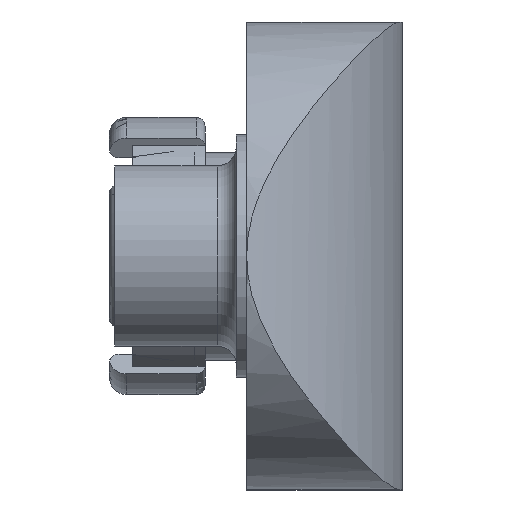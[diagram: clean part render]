
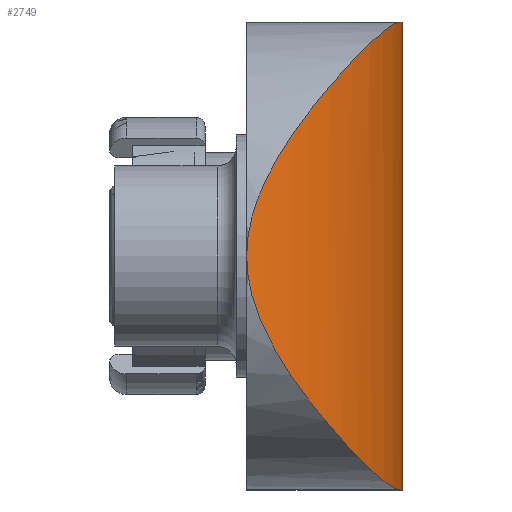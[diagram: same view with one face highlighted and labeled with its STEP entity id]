
A CAD part, left-side view. The second image highlights one B-rep face of the part: STEP entity #2749.
In plain terms, the highlighted cylindrical face has radius 9.45 mm (diameter 18.901 mm), a partial arc.
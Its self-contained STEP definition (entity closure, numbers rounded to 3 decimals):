
#6 = CARTESIAN_POINT ( 'NONE',  ( -13.136, 4.397, 0.961 ) ) ;
#46 = FACE_OUTER_BOUND ( 'NONE', #2976, .T. ) ;
#66 = EDGE_CURVE ( 'NONE', #715, #578, #3257, .T. ) ;
#114 = CARTESIAN_POINT ( 'NONE',  ( -5.15, 9.45, 6.75 ) ) ;
#130 = AXIS2_PLACEMENT_3D ( 'NONE', #236, #3164, #1999 ) ;
#236 = CARTESIAN_POINT ( 'NONE',  ( -5.15, 9.45, -6.75 ) ) ;
#276 = ORIENTED_EDGE ( 'NONE', *, *, #3574, .F. ) ;
#286 = CARTESIAN_POINT ( 'NONE',  ( -11.534, 2.48, 4.445 ) ) ;
#302 = CARTESIAN_POINT ( 'NONE',  ( -9.556, 1.078, 6.009 ) ) ;
#308 = ORIENTED_EDGE ( 'NONE', *, *, #1880, .T. ) ;
#411 = AXIS2_PLACEMENT_3D ( 'NONE', #1557, #3635, #3068 ) ;
#474 = CARTESIAN_POINT ( 'NONE',  ( -11.541, 2.478, -4.452 ) ) ;
#532 = CIRCLE ( 'NONE', #636, 9.45 ) ;
#578 = VERTEX_POINT ( 'NONE', #3313 ) ;
#581 = CARTESIAN_POINT ( 'NONE',  ( -10.641, 1.747, 5.309 ) ) ;
#593 = CARTESIAN_POINT ( 'NONE',  ( -13.2, 4.5, 0.24 ) ) ;
#602 = VERTEX_POINT ( 'NONE', #961 ) ;
#636 = AXIS2_PLACEMENT_3D ( 'NONE', #114, #3030, #1278 ) ;
#715 = VERTEX_POINT ( 'NONE', #2227 ) ;
#735 = CARTESIAN_POINT ( 'NONE',  ( -8.744, 0.699, -6.364 ) ) ;
#773 = CARTESIAN_POINT ( 'NONE',  ( -11.803, 2.73, -4.133 ) ) ;
#815 = CYLINDRICAL_SURFACE ( 'NONE', #411, 9.45 ) ;
#838 = CARTESIAN_POINT ( 'NONE',  ( -12.472, 3.47, -3.078 ) ) ;
#850 = CARTESIAN_POINT ( 'NONE',  ( -8.305, 0.539, 6.494 ) ) ;
#892 = CARTESIAN_POINT ( 'NONE',  ( -12.813, 3.913, 2.292 ) ) ;
#961 = CARTESIAN_POINT ( 'NONE',  ( -5.15, 0., -6.75 ) ) ;
#1041 = CARTESIAN_POINT ( 'NONE',  ( -9.557, 1.078, -6.009 ) ) ;
#1062 = ORIENTED_EDGE ( 'NONE', *, *, #66, .F. ) ;
#1090 = CARTESIAN_POINT ( 'NONE',  ( -13.2, 4.5, 0. ) ) ;
#1166 = CARTESIAN_POINT ( 'NONE',  ( -12.271, 3.228, 3.442 ) ) ;
#1180 = CARTESIAN_POINT ( 'NONE',  ( -8.949, 0.794, 6.274 ) ) ;
#1278 = DIRECTION ( 'NONE',  ( -1., 0., 0. ) ) ;
#1384 = CARTESIAN_POINT ( 'NONE',  ( -6.45, 0.09, 6.75 ) ) ;
#1402 = CARTESIAN_POINT ( 'NONE',  ( -12.728, 3.802, -2.489 ) ) ;
#1443 = CARTESIAN_POINT ( 'NONE',  ( -13.098, 4.337, 1.192 ) ) ;
#1454 = CARTESIAN_POINT ( 'NONE',  ( -6.934, 0.157, 6.75 ) ) ;
#1470 = CARTESIAN_POINT ( 'NONE',  ( -5.15, 0., 6.75 ) ) ;
#1557 = CARTESIAN_POINT ( 'NONE',  ( -5.15, 9.45, -7.25 ) ) ;
#1753 = CARTESIAN_POINT ( 'NONE',  ( -8.081, 0.463, 6.554 ) ) ;
#1783 = CARTESIAN_POINT ( 'NONE',  ( -10.96, 1.987, 5.039 ) ) ;
#1880 = EDGE_CURVE ( 'NONE', #715, #602, #2022, .T. ) ;
#1951 = CARTESIAN_POINT ( 'NONE',  ( -13.001, 4.19, -1.642 ) ) ;
#1962 = CARTESIAN_POINT ( 'NONE',  ( -13.136, 4.397, -0.96 ) ) ;
#1999 = DIRECTION ( 'NONE',  ( -1., 0., 0. ) ) ;
#2017 = CARTESIAN_POINT ( 'NONE',  ( -7.401, 0.26, 6.699 ) ) ;
#2022 = CIRCLE ( 'NONE', #130, 9.45 ) ;
#2034 = CARTESIAN_POINT ( 'NONE',  ( -12.473, 3.47, 3.078 ) ) ;
#2048 = CARTESIAN_POINT ( 'NONE',  ( -9.935, 1.29, 5.797 ) ) ;
#2220 = CARTESIAN_POINT ( 'NONE',  ( -10.961, 1.988, -5.039 ) ) ;
#2221 = VECTOR ( 'NONE', #3453, 1000. ) ;
#2227 = CARTESIAN_POINT ( 'NONE',  ( -6.45, 0.09, -6.75 ) ) ;
#2253 = CARTESIAN_POINT ( 'NONE',  ( -13.2, 4.5, -0.24 ) ) ;
#2263 = ORIENTED_EDGE ( 'NONE', *, *, #2981, .F. ) ;
#2297 = CARTESIAN_POINT ( 'NONE',  ( -13.187, 4.479, -0.481 ) ) ;
#2332 = CARTESIAN_POINT ( 'NONE',  ( -11.396, 2.356, 4.598 ) ) ;
#2481 = CARTESIAN_POINT ( 'NONE',  ( -6.934, 0.157, -6.75 ) ) ;
#2521 = CARTESIAN_POINT ( 'NONE',  ( -7.401, 0.26, -6.699 ) ) ;
#2603 = CARTESIAN_POINT ( 'NONE',  ( -12.805, 3.907, -2.286 ) ) ;
#2639 = CARTESIAN_POINT ( 'NONE',  ( -12.953, 4.117, 1.866 ) ) ;
#2649 = CARTESIAN_POINT ( 'NONE',  ( -11.797, 2.73, 4.125 ) ) ;
#2660 = B_SPLINE_CURVE_WITH_KNOTS ( 'NONE', 3,
 ( #3494, #593, #2939, #6, #1443, #2639, #892, #2034, #1166, #3782, #2649, #286, #2332, #1783, #581, #2048, #302, #1180, #2926, #850, #1753, #2017, #1454, #3512 ),
 .UNSPECIFIED., .F., .F.,
 ( 4, 2, 2, 2, 2, 2, 2, 2, 2, 2, 2, 4 ),
 ( 0.012, 0.012, 0.013, 0.014, 0.016, 0.017, 0.017, 0.019, 0.02, 0.021, 0.022, 0.023 ),
 .UNSPECIFIED. ) ;
#2749 = ADVANCED_FACE ( 'NONE', ( #46 ), #815, .T. ) ;
#2846 = CARTESIAN_POINT ( 'NONE',  ( -12.942, 4.102, -1.861 ) ) ;
#2863 = CARTESIAN_POINT ( 'NONE',  ( -12.271, 3.228, -3.443 ) ) ;
#2878 = CARTESIAN_POINT ( 'NONE',  ( -13.098, 4.337, -1.192 ) ) ;
#2926 = CARTESIAN_POINT ( 'NONE',  ( -8.739, 0.705, 6.354 ) ) ;
#2939 = CARTESIAN_POINT ( 'NONE',  ( -13.187, 4.479, 0.481 ) ) ;
#2976 = EDGE_LOOP ( 'NONE', ( #308, #2263, #3162, #276, #1062 ) ) ;
#2981 = EDGE_CURVE ( 'NONE', #3183, #602, #3373, .T. ) ;
#3030 = DIRECTION ( 'NONE',  ( 0., 0., 1. ) ) ;
#3068 = DIRECTION ( 'NONE',  ( 1., 0., 0. ) ) ;
#3091 = CARTESIAN_POINT ( 'NONE',  ( -6.45, 0.09, -6.75 ) ) ;
#3103 = CARTESIAN_POINT ( 'NONE',  ( -9.937, 1.291, -5.795 ) ) ;
#3162 = ORIENTED_EDGE ( 'NONE', *, *, #3791, .F. ) ;
#3164 = DIRECTION ( 'NONE',  ( 0., 0., 1. ) ) ;
#3183 = VERTEX_POINT ( 'NONE', #1470 ) ;
#3257 = B_SPLINE_CURVE_WITH_KNOTS ( 'NONE', 3,
 ( #3091, #2481, #2521, #3386, #735, #1041, #3103, #3400, #2220, #474, #773, #2863, #838, #1402, #2603, #2846, #1951, #2878, #1962, #2297, #2253, #1090 ),
 .UNSPECIFIED., .F., .F.,
 ( 4, 2, 2, 2, 2, 2, 2, 2, 2, 2, 4 ),
 ( 0., 0.001, 0.003, 0.004, 0.006, 0.007, 0.009, 0.009, 0.01, 0.011, 0.012 ),
 .UNSPECIFIED. ) ;
#3313 = CARTESIAN_POINT ( 'NONE',  ( -13.2, 4.5, 0. ) ) ;
#3373 = LINE ( 'NONE', #3440, #2221 ) ;
#3386 = CARTESIAN_POINT ( 'NONE',  ( -8.305, 0.53, -6.507 ) ) ;
#3400 = CARTESIAN_POINT ( 'NONE',  ( -10.642, 1.748, -5.308 ) ) ;
#3431 = VERTEX_POINT ( 'NONE', #1384 ) ;
#3440 = CARTESIAN_POINT ( 'NONE',  ( -5.15, 0., -7.25 ) ) ;
#3453 = DIRECTION ( 'NONE',  ( 0., 0., -1. ) ) ;
#3494 = CARTESIAN_POINT ( 'NONE',  ( -13.2, 4.5, 0. ) ) ;
#3512 = CARTESIAN_POINT ( 'NONE',  ( -6.45, 0.09, 6.75 ) ) ;
#3574 = EDGE_CURVE ( 'NONE', #578, #3431, #2660, .T. ) ;
#3635 = DIRECTION ( 'NONE',  ( 0., 0., 1. ) ) ;
#3782 = CARTESIAN_POINT ( 'NONE',  ( -11.922, 2.856, 3.958 ) ) ;
#3791 = EDGE_CURVE ( 'NONE', #3431, #3183, #532, .T. ) ;
